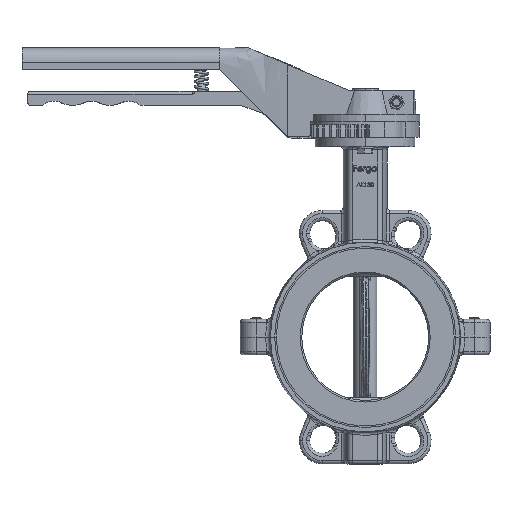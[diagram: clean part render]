
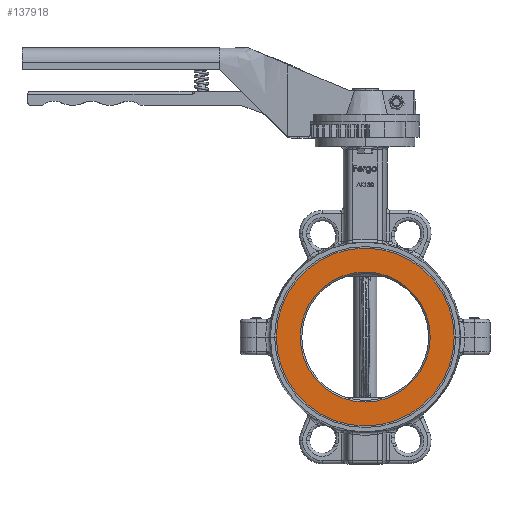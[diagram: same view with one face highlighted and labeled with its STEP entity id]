
A CAD part, top view. The second image highlights one B-rep face of the part: STEP entity #137918.
In plain terms, the highlighted planar face has unit normal (0, 0, 1).
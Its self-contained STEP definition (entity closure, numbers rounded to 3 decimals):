
#2291 = FACE_OUTER_BOUND ( 'NONE', #50998, .T. ) ;
#3049 = CARTESIAN_POINT ( 'NONE',  ( 0., 85.5, 28. ) ) ;
#6669 = ORIENTED_EDGE ( 'NONE', *, *, #127314, .T. ) ;
#10051 = AXIS2_PLACEMENT_3D ( 'NONE', #124242, #109713, #19067 ) ;
#11619 = CIRCLE ( 'NONE', #112178, 85.5 ) ;
#19067 = DIRECTION ( 'NONE',  ( 1., 0., 0. ) ) ;
#19319 = VERTEX_POINT ( 'NONE', #33498 ) ;
#21658 = VERTEX_POINT ( 'NONE', #91618 ) ;
#28486 = AXIS2_PLACEMENT_3D ( 'NONE', #30571, #29796, #136413 ) ;
#29796 = DIRECTION ( 'NONE',  ( 0., 0., 1. ) ) ;
#30571 = CARTESIAN_POINT ( 'NONE',  ( 0., 0., 28. ) ) ;
#33498 = CARTESIAN_POINT ( 'NONE',  ( 85.5, 0., 28. ) ) ;
#36447 = CARTESIAN_POINT ( 'NONE',  ( -85.5, 0., 28. ) ) ;
#43950 = AXIS2_PLACEMENT_3D ( 'NONE', #3049, #132837, #145048 ) ;
#49314 = EDGE_CURVE ( 'NONE', #103156, #21658, #129635, .T. ) ;
#50998 = EDGE_LOOP ( 'NONE', ( #121359, #6669 ) ) ;
#56949 = EDGE_CURVE ( 'NONE', #19319, #82568, #133833, .T. ) ;
#63482 = AXIS2_PLACEMENT_3D ( 'NONE', #76787, #148777, #79055 ) ;
#63730 = PLANE ( 'NONE',  #43950 ) ;
#67638 = DIRECTION ( 'NONE',  ( 0., 0., 1. ) ) ;
#76787 = CARTESIAN_POINT ( 'NONE',  ( 0., 0., 28. ) ) ;
#79055 = DIRECTION ( 'NONE',  ( 1., 0., 0. ) ) ;
#82568 = VERTEX_POINT ( 'NONE', #36447 ) ;
#83362 = ORIENTED_EDGE ( 'NONE', *, *, #49314, .F. ) ;
#91618 = CARTESIAN_POINT ( 'NONE',  ( 62.5, 0., 28. ) ) ;
#100665 = CARTESIAN_POINT ( 'NONE',  ( 0., 0., 28. ) ) ;
#103156 = VERTEX_POINT ( 'NONE', #121093 ) ;
#109713 = DIRECTION ( 'NONE',  ( 0., 0., 1. ) ) ;
#112178 = AXIS2_PLACEMENT_3D ( 'NONE', #100665, #67638, #148941 ) ;
#119641 = EDGE_CURVE ( 'NONE', #21658, #103156, #122837, .T. ) ;
#121093 = CARTESIAN_POINT ( 'NONE',  ( -62.5, 0., 28. ) ) ;
#121359 = ORIENTED_EDGE ( 'NONE', *, *, #56949, .T. ) ;
#122095 = FACE_BOUND ( 'NONE', #123346, .T. ) ;
#122837 = CIRCLE ( 'NONE', #10051, 62.5 ) ;
#123346 = EDGE_LOOP ( 'NONE', ( #143242, #83362 ) ) ;
#124242 = CARTESIAN_POINT ( 'NONE',  ( 0., 0., 28. ) ) ;
#127314 = EDGE_CURVE ( 'NONE', #82568, #19319, #11619, .T. ) ;
#129635 = CIRCLE ( 'NONE', #63482, 62.5 ) ;
#132837 = DIRECTION ( 'NONE',  ( 0., 0., -1. ) ) ;
#133833 = CIRCLE ( 'NONE', #28486, 85.5 ) ;
#136413 = DIRECTION ( 'NONE',  ( 1., 0., 0. ) ) ;
#137918 = ADVANCED_FACE ( 'NONE', ( #122095, #2291 ), #63730, .F. ) ;
#143242 = ORIENTED_EDGE ( 'NONE', *, *, #119641, .F. ) ;
#145048 = DIRECTION ( 'NONE',  ( 0., -1., 0. ) ) ;
#148777 = DIRECTION ( 'NONE',  ( 0., 0., 1. ) ) ;
#148941 = DIRECTION ( 'NONE',  ( 1., 0., 0. ) ) ;
